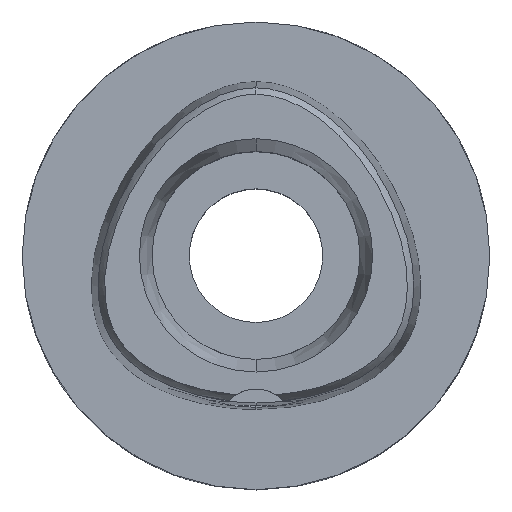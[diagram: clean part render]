
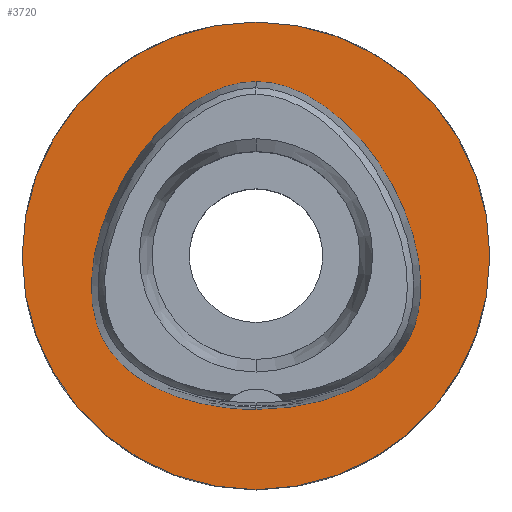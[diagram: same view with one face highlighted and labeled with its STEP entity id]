
A CAD part, top view. The second image highlights one B-rep face of the part: STEP entity #3720.
In plain terms, the highlighted planar face has unit normal (0, 0, 1).
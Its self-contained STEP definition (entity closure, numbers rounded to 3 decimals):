
#8 = FACE_BOUND ( 'NONE', #2049, .T. ) ;
#88 = CARTESIAN_POINT ( 'NONE',  ( 0., 0., 0. ) ) ;
#187 = B_SPLINE_CURVE_WITH_KNOTS ( 'NONE', 3,
 ( #4892, #2000, #2367, #3636, #1640, #4127, #729, #2412, #4089, #1591, #5361, #5407, #2869, #2786, #4043, #260, #5303, #4533, #756, #340, #3717, #1723, #5001 ),
 .UNSPECIFIED., .F., .F.,
 ( 4, 1, 1, 1, 1, 1, 1, 1, 1, 1, 1, 1, 1, 1, 1, 1, 1, 1, 1, 1, 4 ),
 ( 0., 0.042, 0.083, 0.125, 0.167, 0.25, 0.333, 0.417, 0.5, 0.542, 0.583, 0.625, 0.646, 0.667, 0.688, 0.708, 0.75, 0.792, 0.833, 0.917, 1. ),
 .UNSPECIFIED. ) ;
#204 = CARTESIAN_POINT ( 'NONE',  ( 5.098, 22.526, 0. ) ) ;
#220 = AXIS2_PLACEMENT_3D ( 'NONE', #977, #2286, #899 ) ;
#260 = CARTESIAN_POINT ( 'NONE',  ( -19.649, -12.825, 0. ) ) ;
#283 = CARTESIAN_POINT ( 'NONE',  ( 16.959, -15.678, 0. ) ) ;
#340 = CARTESIAN_POINT ( 'NONE',  ( -11.233, -18.893, 0. ) ) ;
#511 = DIRECTION ( 'NONE',  ( 0., -1., 0. ) ) ;
#581 = VERTEX_POINT ( 'NONE', #712 ) ;
#596 = CARTESIAN_POINT ( 'NONE',  ( 0., 23.475, 0. ) ) ;
#648 = CARTESIAN_POINT ( 'NONE',  ( 10.746, 19.174, 0. ) ) ;
#650 = ORIENTED_EDGE ( 'NONE', *, *, #3658, .F. ) ;
#712 = CARTESIAN_POINT ( 'NONE',  ( 0., 31.5, 0. ) ) ;
#729 = CARTESIAN_POINT ( 'NONE',  ( -14.408, 15.641, 0. ) ) ;
#756 = CARTESIAN_POINT ( 'NONE',  ( -14.673, -17.214, 0. ) ) ;
#808 = FACE_OUTER_BOUND ( 'NONE', #3809, .T. ) ;
#892 = CARTESIAN_POINT ( 'NONE',  ( 0., -31.5, 0. ) ) ;
#899 = DIRECTION ( 'NONE',  ( 0., 1., 0. ) ) ;
#977 = CARTESIAN_POINT ( 'NONE',  ( 0., 0., 0. ) ) ;
#1001 = CARTESIAN_POINT ( 'NONE',  ( 0.855, 23.475, 0. ) ) ;
#1024 = AXIS2_PLACEMENT_3D ( 'NONE', #88, #3331, #1670 ) ;
#1060 = CARTESIAN_POINT ( 'NONE',  ( 20.749, 4.657, 0. ) ) ;
#1087 = CARTESIAN_POINT ( 'NONE',  ( 21.978, -0.281, 0. ) ) ;
#1532 = CARTESIAN_POINT ( 'NONE',  ( 18.068, 10.432, 0. ) ) ;
#1591 = CARTESIAN_POINT ( 'NONE',  ( -21.978, -0.281, 0. ) ) ;
#1640 = CARTESIAN_POINT ( 'NONE',  ( -7.571, 21.315, 0. ) ) ;
#1670 = DIRECTION ( 'NONE',  ( 0., -1., 0. ) ) ;
#1723 = CARTESIAN_POINT ( 'NONE',  ( -2.114, -20.675, 0. ) ) ;
#1924 = CARTESIAN_POINT ( 'NONE',  ( 22.245, -4.1, 0. ) ) ;
#1969 = CARTESIAN_POINT ( 'NONE',  ( 21.555, -8.996, 0. ) ) ;
#2000 = CARTESIAN_POINT ( 'NONE',  ( -0.855, 23.475, 0. ) ) ;
#2049 = EDGE_LOOP ( 'NONE', ( #650, #2775 ) ) ;
#2136 = DIRECTION ( 'NONE',  ( 0., 0., -1. ) ) ;
#2285 = CARTESIAN_POINT ( 'NONE',  ( 14.408, 15.641, 0. ) ) ;
#2286 = DIRECTION ( 'NONE',  ( 0., 0., -1. ) ) ;
#2309 = CARTESIAN_POINT ( 'NONE',  ( 20.35, -11.749, 0. ) ) ;
#2327 = CARTESIAN_POINT ( 'NONE',  ( 0., 23.475, 0. ) ) ;
#2348 = CIRCLE ( 'NONE', #220, 31.5 ) ;
#2367 = CARTESIAN_POINT ( 'NONE',  ( -2.565, 23.293, 0. ) ) ;
#2368 = CARTESIAN_POINT ( 'NONE',  ( 20.932, -10.604, 0. ) ) ;
#2412 = CARTESIAN_POINT ( 'NONE',  ( -18.068, 10.432, 0. ) ) ;
#2611 = CIRCLE ( 'NONE', #1024, 31.5 ) ;
#2775 = ORIENTED_EDGE ( 'NONE', *, *, #4422, .F. ) ;
#2786 = CARTESIAN_POINT ( 'NONE',  ( -20.932, -10.604, 0. ) ) ;
#2869 = CARTESIAN_POINT ( 'NONE',  ( -21.555, -8.996, 0. ) ) ;
#3197 = CARTESIAN_POINT ( 'NONE',  ( 19.649, -12.825, 0. ) ) ;
#3331 = DIRECTION ( 'NONE',  ( 0., 0., -1. ) ) ;
#3545 = B_SPLINE_CURVE_WITH_KNOTS ( 'NONE', 3,
 ( #3964, #4845, #4428, #4374, #4066, #283, #3550, #3197, #2309, #2368, #1969, #5218, #1924, #1087, #1060, #1532, #2285, #648, #3990, #204, #4893, #1001, #596 ),
 .UNSPECIFIED., .F., .F.,
 ( 4, 1, 1, 1, 1, 1, 1, 1, 1, 1, 1, 1, 1, 1, 1, 1, 1, 1, 1, 1, 4 ),
 ( 0., 0.083, 0.167, 0.208, 0.25, 0.292, 0.313, 0.333, 0.354, 0.375, 0.417, 0.458, 0.5, 0.583, 0.667, 0.75, 0.833, 0.875, 0.917, 0.958, 1. ),
 .UNSPECIFIED. ) ;
#3550 = CARTESIAN_POINT ( 'NONE',  ( 18.568, -14.169, 0. ) ) ;
#3636 = CARTESIAN_POINT ( 'NONE',  ( -5.098, 22.526, 0. ) ) ;
#3658 = EDGE_CURVE ( 'NONE', #4105, #5313, #187, .T. ) ;
#3703 = ORIENTED_EDGE ( 'NONE', *, *, #3891, .F. ) ;
#3717 = CARTESIAN_POINT ( 'NONE',  ( -6.341, -20.298, 0. ) ) ;
#3720 = ADVANCED_FACE ( 'NONE', ( #808, #8 ), #5439, .F. ) ;
#3809 = EDGE_LOOP ( 'NONE', ( #5231, #3703 ) ) ;
#3824 = CARTESIAN_POINT ( 'NONE',  ( 0., -20.675, 0. ) ) ;
#3867 = VERTEX_POINT ( 'NONE', #892 ) ;
#3891 = EDGE_CURVE ( 'NONE', #3867, #581, #2611, .T. ) ;
#3964 = CARTESIAN_POINT ( 'NONE',  ( 0., -20.675, 0. ) ) ;
#3990 = CARTESIAN_POINT ( 'NONE',  ( 7.571, 21.315, 0. ) ) ;
#4043 = CARTESIAN_POINT ( 'NONE',  ( -20.35, -11.749, 0. ) ) ;
#4066 = CARTESIAN_POINT ( 'NONE',  ( 14.673, -17.214, 0. ) ) ;
#4089 = CARTESIAN_POINT ( 'NONE',  ( -20.749, 4.657, 0. ) ) ;
#4105 = VERTEX_POINT ( 'NONE', #2327 ) ;
#4127 = CARTESIAN_POINT ( 'NONE',  ( -10.746, 19.174, 0. ) ) ;
#4288 = CARTESIAN_POINT ( 'NONE',  ( 0., 0., 0. ) ) ;
#4374 = CARTESIAN_POINT ( 'NONE',  ( 11.233, -18.893, 0. ) ) ;
#4422 = EDGE_CURVE ( 'NONE', #5313, #4105, #3545, .T. ) ;
#4428 = CARTESIAN_POINT ( 'NONE',  ( 6.341, -20.298, 0. ) ) ;
#4533 = CARTESIAN_POINT ( 'NONE',  ( -16.959, -15.678, 0. ) ) ;
#4845 = CARTESIAN_POINT ( 'NONE',  ( 2.114, -20.675, 0. ) ) ;
#4892 = CARTESIAN_POINT ( 'NONE',  ( 0., 23.475, 0. ) ) ;
#4893 = CARTESIAN_POINT ( 'NONE',  ( 2.565, 23.293, 0. ) ) ;
#5001 = CARTESIAN_POINT ( 'NONE',  ( 0., -20.675, 0. ) ) ;
#5218 = CARTESIAN_POINT ( 'NONE',  ( 22.057, -6.848, 0. ) ) ;
#5231 = ORIENTED_EDGE ( 'NONE', *, *, #5386, .F. ) ;
#5303 = CARTESIAN_POINT ( 'NONE',  ( -18.568, -14.169, 0. ) ) ;
#5313 = VERTEX_POINT ( 'NONE', #3824 ) ;
#5361 = CARTESIAN_POINT ( 'NONE',  ( -22.245, -4.1, 0. ) ) ;
#5386 = EDGE_CURVE ( 'NONE', #581, #3867, #2348, .T. ) ;
#5407 = CARTESIAN_POINT ( 'NONE',  ( -22.057, -6.848, 0. ) ) ;
#5410 = AXIS2_PLACEMENT_3D ( 'NONE', #4288, #2136, #511 ) ;
#5439 = PLANE ( 'NONE',  #5410 ) ;
